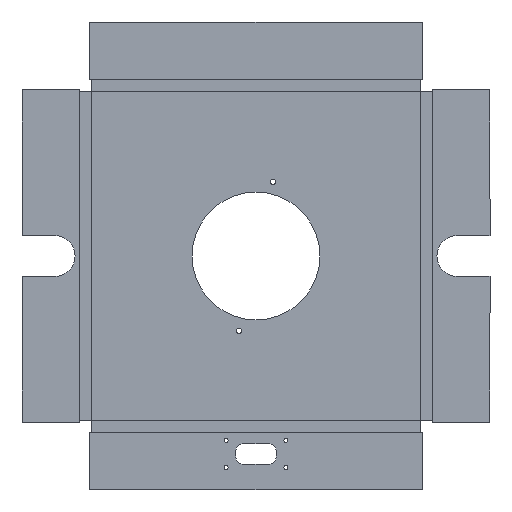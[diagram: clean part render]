
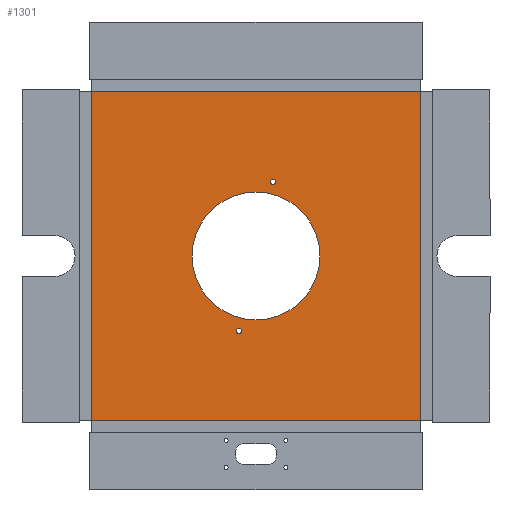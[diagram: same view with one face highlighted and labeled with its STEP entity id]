
A CAD part, front view. The second image highlights one B-rep face of the part: STEP entity #1301.
In plain terms, the highlighted planar face has unit normal (0, -1, 0).
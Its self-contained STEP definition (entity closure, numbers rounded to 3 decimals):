
#25=FACE_BOUND('',#234,.T.);
#26=FACE_BOUND('',#235,.T.);
#27=FACE_BOUND('',#236,.T.);
#85=PLANE('',#1423);
#154=FACE_OUTER_BOUND('',#233,.T.);
#233=EDGE_LOOP('',(#1204,#1205,#1206,#1207));
#234=EDGE_LOOP('',(#1208,#1209));
#235=EDGE_LOOP('',(#1210,#1211));
#236=EDGE_LOOP('',(#1212));
#243=LINE('',#1798,#390);
#250=LINE('',#1812,#397);
#256=LINE('',#1824,#403);
#262=LINE('',#1835,#409);
#390=VECTOR('',#1447,10.);
#397=VECTOR('',#1458,10.);
#403=VECTOR('',#1468,10.);
#409=VECTOR('',#1478,10.);
#535=CIRCLE('',#1324,2.);
#536=CIRCLE('',#1325,2.);
#538=CIRCLE('',#1328,2.);
#539=CIRCLE('',#1329,2.);
#567=CIRCLE('',#1393,47.);
#568=VERTEX_POINT('',#1780);
#569=VERTEX_POINT('',#1781);
#571=VERTEX_POINT('',#1788);
#572=VERTEX_POINT('',#1789);
#574=VERTEX_POINT('',#1796);
#575=VERTEX_POINT('',#1797);
#580=VERTEX_POINT('',#1811);
#584=VERTEX_POINT('',#1823);
#655=VERTEX_POINT('',#2027);
#681=EDGE_CURVE('',#568,#569,#535,.T.);
#682=EDGE_CURVE('',#569,#568,#536,.T.);
#685=EDGE_CURVE('',#571,#572,#538,.T.);
#686=EDGE_CURVE('',#572,#571,#539,.T.);
#689=EDGE_CURVE('',#574,#575,#243,.T.);
#696=EDGE_CURVE('',#575,#580,#250,.T.);
#702=EDGE_CURVE('',#580,#584,#256,.T.);
#708=EDGE_CURVE('',#584,#574,#262,.T.);
#805=EDGE_CURVE('',#655,#655,#567,.T.);
#1204=ORIENTED_EDGE('',*,*,#708,.T.);
#1205=ORIENTED_EDGE('',*,*,#689,.T.);
#1206=ORIENTED_EDGE('',*,*,#696,.T.);
#1207=ORIENTED_EDGE('',*,*,#702,.T.);
#1208=ORIENTED_EDGE('',*,*,#681,.T.);
#1209=ORIENTED_EDGE('',*,*,#682,.T.);
#1210=ORIENTED_EDGE('',*,*,#685,.T.);
#1211=ORIENTED_EDGE('',*,*,#686,.T.);
#1212=ORIENTED_EDGE('',*,*,#805,.T.);
#1301=ADVANCED_FACE('',(#154,#25,#26,#27),#85,.F.);
#1324=AXIS2_PLACEMENT_3D('',#1782,#1429,#1430);
#1325=AXIS2_PLACEMENT_3D('',#1783,#1431,#1432);
#1328=AXIS2_PLACEMENT_3D('',#1790,#1438,#1439);
#1329=AXIS2_PLACEMENT_3D('',#1791,#1440,#1441);
#1393=AXIS2_PLACEMENT_3D('',#2029,#1659,#1660);
#1423=AXIS2_PLACEMENT_3D('',#2139,#1774,#1775);
#1429=DIRECTION('center_axis',(0.,1.,0.));
#1430=DIRECTION('ref_axis',(1.,0.,0.));
#1431=DIRECTION('center_axis',(0.,1.,0.));
#1432=DIRECTION('ref_axis',(1.,0.,0.));
#1438=DIRECTION('center_axis',(0.,1.,0.));
#1439=DIRECTION('ref_axis',(1.,0.,0.));
#1440=DIRECTION('center_axis',(0.,1.,0.));
#1441=DIRECTION('ref_axis',(1.,0.,0.));
#1447=DIRECTION('',(1.,0.,0.));
#1458=DIRECTION('',(0.,0.,1.));
#1468=DIRECTION('',(-1.,0.,0.));
#1478=DIRECTION('',(0.,0.,-1.));
#1659=DIRECTION('center_axis',(0.,1.,0.));
#1660=DIRECTION('ref_axis',(1.,0.,0.));
#1774=DIRECTION('center_axis',(0.,1.,0.));
#1775=DIRECTION('ref_axis',(0.,0.,1.));
#1780=CARTESIAN_POINT('',(-110.5,0.,-70.5));
#1781=CARTESIAN_POINT('',(-114.5,0.,-70.5));
#1782=CARTESIAN_POINT('Origin',(-112.5,0.,-70.5));
#1783=CARTESIAN_POINT('Origin',(-112.5,0.,-70.5));
#1788=CARTESIAN_POINT('',(-135.5,0.,-180.));
#1789=CARTESIAN_POINT('',(-139.5,0.,-180.));
#1790=CARTESIAN_POINT('Origin',(-137.5,0.,-180.));
#1791=CARTESIAN_POINT('Origin',(-137.5,0.,-180.));
#1796=CARTESIAN_POINT('',(-246.,0.,-246.));
#1797=CARTESIAN_POINT('',(-4.,0.,-246.));
#1798=CARTESIAN_POINT('',(-64.5,0.,-246.));
#1811=CARTESIAN_POINT('',(-4.,0.,-4.));
#1812=CARTESIAN_POINT('',(-4.,0.,-64.5));
#1823=CARTESIAN_POINT('',(-246.,0.,-4.));
#1824=CARTESIAN_POINT('',(-185.5,0.,-4.));
#1835=CARTESIAN_POINT('',(-246.,0.,-185.5));
#2027=CARTESIAN_POINT('',(-172.,0.,-125.));
#2029=CARTESIAN_POINT('Origin',(-125.,0.,-125.));
#2139=CARTESIAN_POINT('Origin',(-125.,0.,-125.));
